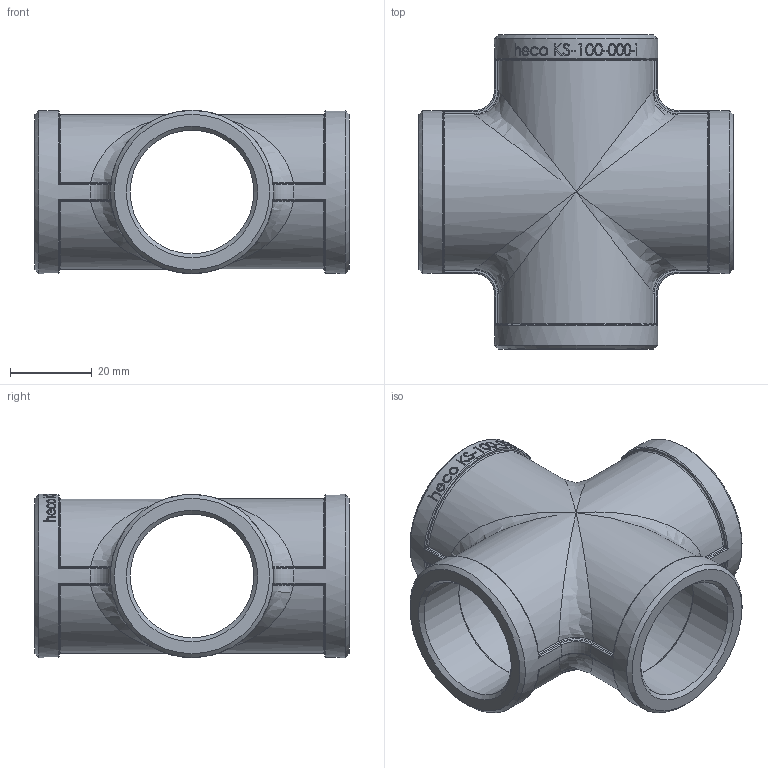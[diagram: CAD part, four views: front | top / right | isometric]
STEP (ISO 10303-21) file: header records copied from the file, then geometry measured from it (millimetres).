
FILE_DESCRIPTION (( 'STEP AP214' ), '1' );
FILE_NAME ('heco_KS-100-000-I.STEP', '2016-06-17T13:28:45', ( '' ), ( '' ), 'SwSTEP 2.0', 'SolidWorks 2011', '' );
FILE_SCHEMA (( 'AUTOMOTIVE_DESIGN' ));
Length unit declared in the file: millimetre
Products named in the file (1): heco_KS-100-000-I
Bounding box: 77 x 77 x 40 mm (x, y, z)
Volume: 37698.3 mm3; surface area: 26505.1 mm2
Topology: 1 solids, 1 shells, 362 faces, 877 edges, 518 vertices
Faces by surface type: bspline 153, cylinder 91, plane 62, torus 28, sphere 16, cone 12
Full cylindrical faces by diameter (mm): 30.291 x4, 34.2 x4, 40 x4
Entity records: 28846 total; most frequent: CARTESIAN_POINT 19709, ORIENTED_EDGE 1642, DIRECTION 958, EDGE_CURVE 821, VERTEX_POINT 510, B_SPLINE_CURVE_WITH_KNOTS 467, EDGE_LOOP 417, AXIS2_PLACEMENT_3D 398
